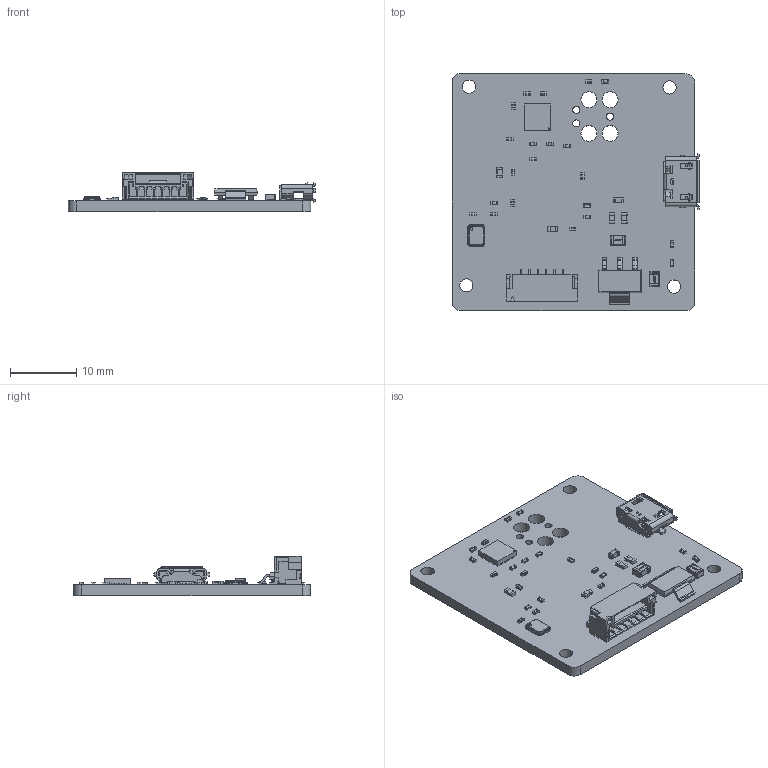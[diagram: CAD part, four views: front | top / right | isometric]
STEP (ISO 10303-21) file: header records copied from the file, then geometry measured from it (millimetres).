
FILE_DESCRIPTION(('Open CASCADE Model'),'2;1');
FILE_NAME('Open CASCADE Shape Model','2023-05-29T18:59:10',('Author'),( 'Open CASCADE'),'Open CASCADE STEP processor 6.8','Open CASCADE 6.8' ,'Unknown');
FILE_SCHEMA(('AUTOMOTIVE_DESIGN { 1 0 10303 214 1 1 1 1 }'));
Length unit declared in the file: millimetre
Products named in the file (58): PCB; Board; Open CASCADE STEP translator 6.8 1.1.1; X1; Y3225; U3; 6474175952; U1; 6446944112; AMS1117-3.3.STEP; AMS1117-3.3_AMS1117-3.3.STEP; R7; R0402; R6; R5; R4; R3; R2; R1; J3; SM06B-GHS-TB; J1; 6341006176; FB1; FB-0603; Pad001; Cut; D2; LED0402-Red; D1; LED0402-Green; C18; C0402; C17; C16; C15; C14; C13; C12; C0603 ...
Assembly tree (78 placements, depth 5):
  PCB
    Board
      Open CASCADE STEP translator 6.8 1.1.1
    X1
      Y3225
    U3
      6474175952
    U1
      6446944112
        AMS1117-3.3.STEP
          AMS1117-3.3_AMS1117-3.3.STEP
    R7
      R0402
    R6
      R0402
    R5
      R0402
    R4
      R0402
    R3
      R0402
    R2
      R0402
    R1
      R0402
    J3
      SM06B-GHS-TB
    J1
      6341006176
    FB1
      FB-0603
        Pad001
        Cut
    D2
      LED0402-Red
    D1
      LED0402-Green
    C18
      C0402
    C17
      C0402
    C16
      C0402
    C15
      C0402
    C14
      C0402
    C13
      C0402
    C12
      C0603
    C11
      C0402
    C10
      C0603
    C9
      C0402
    C8
      C0402
    C7
Bounding box: 37.23 x 35.7 x 5.88 mm (x, y, z)
Volume: 2272.8 mm3; surface area: 3903.6 mm2
Topology: 105 solids, 105 shells, 3282 faces, 8038 edges, 4874 vertices
Faces by surface type: plane 1926, cylinder 862, bspline 314, revolution 108, sphere 56, torus 16
Full cylindrical faces by diameter (mm): 1.066 x3, 2 x4, 2.4 x4
Entity records: 64069 total; most frequent: CARTESIAN_POINT 11643, ORIENTED_EDGE 9710, DIRECTION 9483, EDGE_CURVE 4855, LINE 3915, VECTOR 3915, VERTEX_POINT 3076, AXIS2_PLACEMENT_3D 2774
